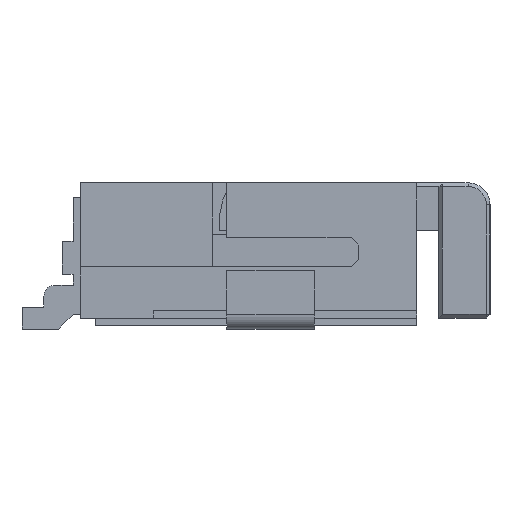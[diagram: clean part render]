
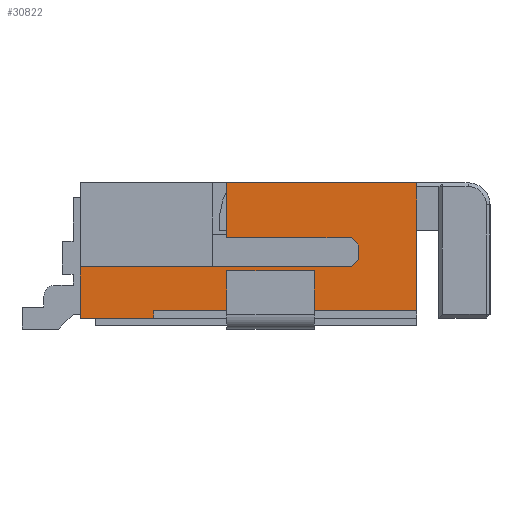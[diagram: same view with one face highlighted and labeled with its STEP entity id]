
A CAD part, left-side view. The second image highlights one B-rep face of the part: STEP entity #30822.
In plain terms, the highlighted planar face has unit normal (-1, 0, 0).
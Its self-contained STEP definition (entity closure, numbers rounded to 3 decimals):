
#741=FACE_OUTER_BOUND('',#2365,.T.);
#2365=EDGE_LOOP('',(#22830,#22831,#22832,#22833,#22834,#22835,#22836,#22837,
#22838,#22839,#22840,#22841));
#5186=LINE('',#44767,#9532);
#5191=LINE('',#44776,#9537);
#5195=LINE('',#44785,#9541);
#5199=LINE('',#44792,#9545);
#5200=LINE('',#44796,#9546);
#5203=LINE('',#44801,#9549);
#5205=LINE('',#44804,#9551);
#5206=LINE('',#44807,#9552);
#5208=LINE('',#44811,#9554);
#5235=LINE('',#44864,#9581);
#5434=LINE('',#45259,#9780);
#5435=LINE('',#45261,#9781);
#9532=VECTOR('',#36298,0.1);
#9537=VECTOR('',#36305,3.6);
#9541=VECTOR('',#36313,0.141);
#9545=VECTOR('',#36319,3.7);
#9546=VECTOR('',#36322,0.141);
#9549=VECTOR('',#36327,1.7);
#9551=VECTOR('',#36331,0.2);
#9552=VECTOR('',#36334,0.75);
#9554=VECTOR('',#36338,2.6);
#9581=VECTOR('',#36385,1.75);
#9780=VECTOR('',#36616,0.7);
#9781=VECTOR('',#36619,1.);
#13404=VERTEX_POINT('',#44763);
#13406=VERTEX_POINT('',#44766);
#13409=VERTEX_POINT('',#44774);
#13411=VERTEX_POINT('',#44782);
#13412=VERTEX_POINT('',#44784);
#13414=VERTEX_POINT('',#44790);
#13415=VERTEX_POINT('',#44794);
#13416=VERTEX_POINT('',#44795);
#13417=VERTEX_POINT('',#44800);
#13418=VERTEX_POINT('',#44806);
#13419=VERTEX_POINT('',#44810);
#13615=VERTEX_POINT('',#45257);
#16848=EDGE_CURVE('',#13406,#13404,#5186,.T.);
#16853=EDGE_CURVE('',#13404,#13409,#5191,.T.);
#16857=EDGE_CURVE('',#13411,#13412,#5195,.T.);
#16861=EDGE_CURVE('',#13414,#13411,#5199,.T.);
#16862=EDGE_CURVE('',#13415,#13416,#5200,.T.);
#16865=EDGE_CURVE('',#13416,#13417,#5203,.T.);
#16867=EDGE_CURVE('',#13412,#13415,#5205,.T.);
#16868=EDGE_CURVE('',#13417,#13418,#5206,.T.);
#16870=EDGE_CURVE('',#13418,#13419,#5208,.T.);
#16897=EDGE_CURVE('',#13409,#13419,#5235,.T.);
#17096=EDGE_CURVE('',#13615,#13414,#5434,.T.);
#17097=EDGE_CURVE('',#13615,#13406,#5435,.T.);
#22830=ORIENTED_EDGE('',*,*,#16897,.T.);
#22831=ORIENTED_EDGE('',*,*,#16870,.F.);
#22832=ORIENTED_EDGE('',*,*,#16868,.F.);
#22833=ORIENTED_EDGE('',*,*,#16865,.F.);
#22834=ORIENTED_EDGE('',*,*,#16862,.F.);
#22835=ORIENTED_EDGE('',*,*,#16867,.F.);
#22836=ORIENTED_EDGE('',*,*,#16857,.F.);
#22837=ORIENTED_EDGE('',*,*,#16861,.F.);
#22838=ORIENTED_EDGE('',*,*,#17096,.F.);
#22839=ORIENTED_EDGE('',*,*,#17097,.T.);
#22840=ORIENTED_EDGE('',*,*,#16848,.T.);
#22841=ORIENTED_EDGE('',*,*,#16853,.T.);
#28890=PLANE('',#32401);
#30822=ADVANCED_FACE('',(#741),#28890,.T.);
#32401=AXIS2_PLACEMENT_3D('',#45260,#36617,#36618);
#36298=DIRECTION('',(0.,0.,1.));
#36305=DIRECTION('',(0.,-1.,0.));
#36313=DIRECTION('',(0.,-0.707,0.707));
#36319=DIRECTION('',(0.,-1.,0.));
#36322=DIRECTION('',(0.,0.707,0.707));
#36327=DIRECTION('',(0.,1.,0.));
#36331=DIRECTION('',(0.,0.,1.));
#36334=DIRECTION('',(0.,0.,1.));
#36338=DIRECTION('',(0.,-1.,0.));
#36385=DIRECTION('',(0.,0.,1.));
#36616=DIRECTION('',(0.,0.,1.));
#36617=DIRECTION('center_axis',(-1.,0.,0.));
#36618=DIRECTION('ref_axis',(0.,0.,-1.));
#36619=DIRECTION('',(0.,-1.,0.));
#44763=CARTESIAN_POINT('',(-11.55,0.3,0.25));
#44766=CARTESIAN_POINT('',(-11.55,0.3,0.15));
#44767=CARTESIAN_POINT('',(-11.55,0.3,0.25));
#44774=CARTESIAN_POINT('',(-11.55,-3.3,0.25));
#44776=CARTESIAN_POINT('',(-11.55,1.3,0.25));
#44782=CARTESIAN_POINT('',(-11.55,-2.4,0.85));
#44784=CARTESIAN_POINT('',(-11.55,-2.5,0.95));
#44785=CARTESIAN_POINT('',(-11.55,-1.5,-0.05));
#44790=CARTESIAN_POINT('',(-11.55,1.3,0.85));
#44792=CARTESIAN_POINT('',(-11.55,1.3,0.85));
#44794=CARTESIAN_POINT('',(-11.55,-2.5,1.15));
#44795=CARTESIAN_POINT('',(-11.55,-2.4,1.25));
#44796=CARTESIAN_POINT('',(-11.55,-1.6,2.05));
#44800=CARTESIAN_POINT('',(-11.55,-0.7,1.25));
#44801=CARTESIAN_POINT('',(-11.55,-2.5,1.25));
#44804=CARTESIAN_POINT('',(-11.55,-2.5,0.85));
#44806=CARTESIAN_POINT('',(-11.55,-0.7,2.));
#44807=CARTESIAN_POINT('',(-11.55,-0.7,1.25));
#44810=CARTESIAN_POINT('',(-11.55,-3.3,2.));
#44811=CARTESIAN_POINT('',(-11.55,-0.7,2.));
#44864=CARTESIAN_POINT('',(-11.55,-3.3,0.962));
#45257=CARTESIAN_POINT('',(-11.55,1.3,0.15));
#45259=CARTESIAN_POINT('',(-11.55,1.3,0.25));
#45260=CARTESIAN_POINT('Origin',(-11.55,1.3,0.85));
#45261=CARTESIAN_POINT('',(-11.55,1.3,0.15));
